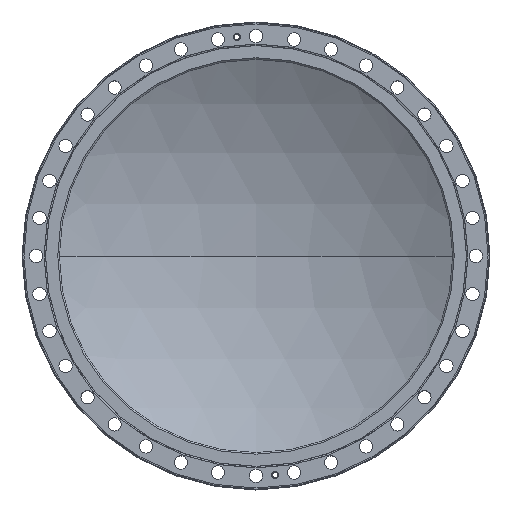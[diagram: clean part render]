
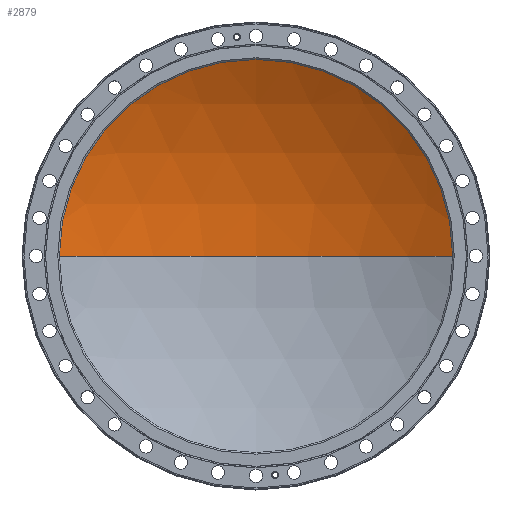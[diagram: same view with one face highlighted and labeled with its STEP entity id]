
A CAD part, top view. The second image highlights one B-rep face of the part: STEP entity #2879.
In plain terms, the highlighted spherical face has radius 500.25 mm.
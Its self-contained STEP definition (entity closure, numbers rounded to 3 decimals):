
#102 = VERTEX_POINT ( 'NONE', #298 ) ;
#298 = CARTESIAN_POINT ( 'NONE',  ( 251.985, 0., -37. ) ) ;
#575 = VERTEX_POINT ( 'NONE', #1018 ) ;
#724 = EDGE_CURVE ( 'NONE', #575, #102, #5418, .T. ) ;
#769 = FACE_OUTER_BOUND ( 'NONE', #1841, .T. ) ;
#1018 = CARTESIAN_POINT ( 'NONE',  ( 0., 0., -105.1 ) ) ;
#1270 = EDGE_CURVE ( 'NONE', #102, #1324, #5397, .T. ) ;
#1322 = AXIS2_PLACEMENT_3D ( 'NONE', #2036, #2526, #2545 ) ;
#1324 = VERTEX_POINT ( 'NONE', #5768 ) ;
#1671 = AXIS2_PLACEMENT_3D ( 'NONE', #4675, #4643, #4627 ) ;
#1788 = CIRCLE ( 'NONE', #1671, 251.985 ) ;
#1841 = EDGE_LOOP ( 'NONE', ( #5336, #3924, #4428, #3694 ) ) ;
#2036 = CARTESIAN_POINT ( 'NONE',  ( 0., 0., 395.15 ) ) ;
#2209 = CARTESIAN_POINT ( 'NONE',  ( -251.985, 0., -37. ) ) ;
#2301 = DIRECTION ( 'NONE',  ( 0., 0., 1. ) ) ;
#2321 = DIRECTION ( 'NONE',  ( 0., 1., 0. ) ) ;
#2379 = CARTESIAN_POINT ( 'NONE',  ( 0., 0., -37. ) ) ;
#2526 = DIRECTION ( 'NONE',  ( 0., -1., 0. ) ) ;
#2542 = AXIS2_PLACEMENT_3D ( 'NONE', #2593, #2321, #2301 ) ;
#2545 = DIRECTION ( 'NONE',  ( -1., 0., 0. ) ) ;
#2563 = EDGE_CURVE ( 'NONE', #575, #3709, #3058, .T. ) ;
#2593 = CARTESIAN_POINT ( 'NONE',  ( 0., 0., 395.15 ) ) ;
#2879 = ADVANCED_FACE ( 'NONE', ( #769 ), #4010, .F. ) ;
#3058 = CIRCLE ( 'NONE', #2542, 500.25 ) ;
#3694 = ORIENTED_EDGE ( 'NONE', *, *, #4762, .T. ) ;
#3709 = VERTEX_POINT ( 'NONE', #2209 ) ;
#3867 = AXIS2_PLACEMENT_3D ( 'NONE', #5078, #5088, #5106 ) ;
#3924 = ORIENTED_EDGE ( 'NONE', *, *, #724, .T. ) ;
#4010 = SPHERICAL_SURFACE ( 'NONE', #1322, 500.25 ) ;
#4428 = ORIENTED_EDGE ( 'NONE', *, *, #1270, .T. ) ;
#4627 = DIRECTION ( 'NONE',  ( 0., -1., 0. ) ) ;
#4643 = DIRECTION ( 'NONE',  ( 0., 0., 1. ) ) ;
#4675 = CARTESIAN_POINT ( 'NONE',  ( 0., 0., -37. ) ) ;
#4761 = DIRECTION ( 'NONE',  ( 0., -1., 0. ) ) ;
#4762 = EDGE_CURVE ( 'NONE', #1324, #3709, #1788, .T. ) ;
#5078 = CARTESIAN_POINT ( 'NONE',  ( 0., 0., 395.15 ) ) ;
#5088 = DIRECTION ( 'NONE',  ( 0., -1., 0. ) ) ;
#5106 = DIRECTION ( 'NONE',  ( 1., 0., 0. ) ) ;
#5135 = AXIS2_PLACEMENT_3D ( 'NONE', #2379, #5305, #4761 ) ;
#5305 = DIRECTION ( 'NONE',  ( 0., 0., 1. ) ) ;
#5336 = ORIENTED_EDGE ( 'NONE', *, *, #2563, .F. ) ;
#5397 = CIRCLE ( 'NONE', #5135, 251.985 ) ;
#5418 = CIRCLE ( 'NONE', #3867, 500.25 ) ;
#5768 = CARTESIAN_POINT ( 'NONE',  ( 0., 251.985, -37. ) ) ;
